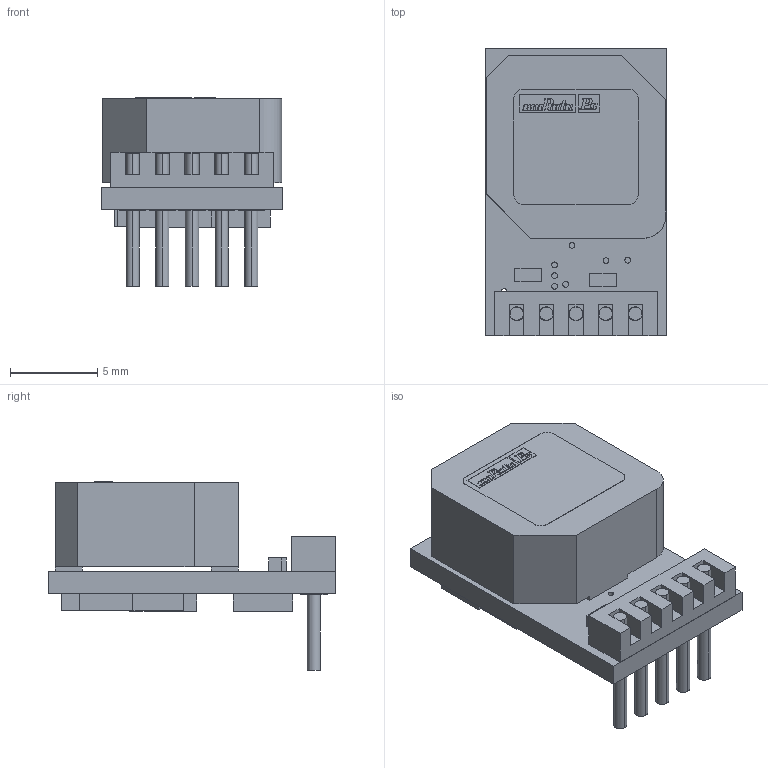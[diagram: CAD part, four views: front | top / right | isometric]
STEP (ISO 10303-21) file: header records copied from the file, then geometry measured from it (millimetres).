
FILE_DESCRIPTION (( 'STEP AP203' ), '1' );
FILE_NAME ('DCDC converter.STEP', '2019-01-03T02:12:47', ( '' ), ( '' ), 'SwSTEP 2.0', 'SolidWorks 2018', '' );
FILE_SCHEMA (( 'CONFIG_CONTROL_DESIGN' ));
Length unit declared in the file: millimetre
Products named in the file (3): mps_dcdc_okr_t10_w12_a; DCDC converter; Pin
Assembly tree (6 placements, depth 2):
  DCDC converter
    mps_dcdc_okr_t10_w12_a
    Pin  x5
Bounding box: 10.41 x 16.51 x 10.81 mm (x, y, z)
Volume: 17.4 mm3; surface area: 1212.2 mm2
Topology: 5 solids, 21 shells, 287 faces, 1148 edges, 837 vertices
Faces by surface type: plane 205, cylinder 82
Entity records: 12108 total; most frequent: CARTESIAN_POINT 2226, DIRECTION 2050, ORIENTED_EDGE 1698, EDGE_CURVE 1124, VERTEX_POINT 821, LINE 760, VECTOR 760, AXIS2_PLACEMENT_3D 645
